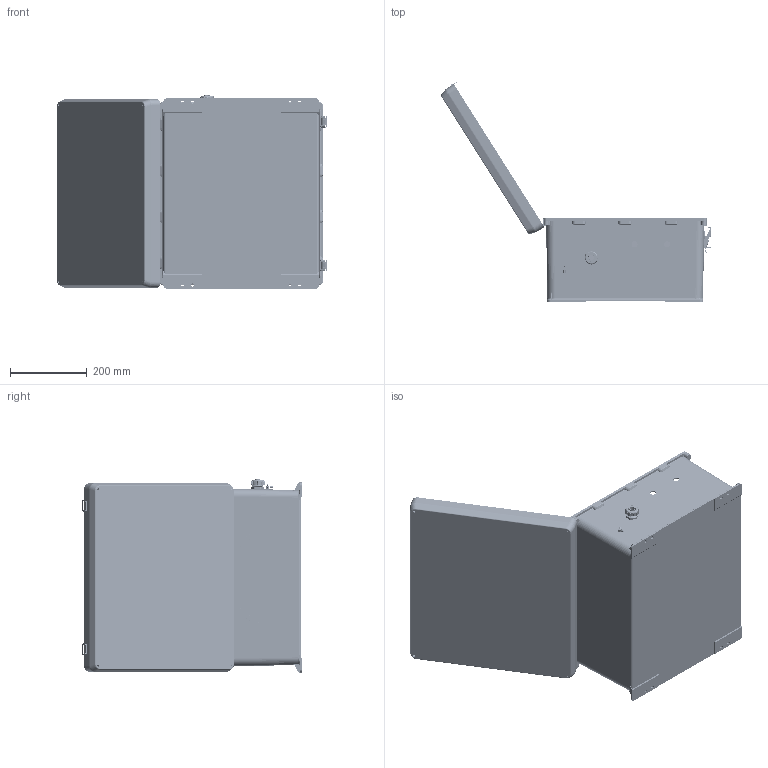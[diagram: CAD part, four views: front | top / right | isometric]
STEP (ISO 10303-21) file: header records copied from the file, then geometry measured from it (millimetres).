
FILE_DESCRIPTION (( 'STEP AP214' ), '1' );
FILE_NAME ('NB181608-1H0S.STEP', '2013-07-08T16:10:33', ( 'x' ), ( '' ), 'SwSTEP 2.0', 'SolidWorks 2012', '' );
FILE_SCHEMA (( 'AUTOMOTIVE_DESIGN' ));
Length unit declared in the file: inch
Products named in the file (26): HYP295; XFN-0021; XFW-0004; XHIC-HTR110; NEMA 18 GroundWire; XFS-0026; XFW-0002; XCT-0005; XC-0003; XFN-0003; XCT-0010; XCT-0011; XFS-0017; XF797-02; XMH-0010; XFN-0013; 10-32 NEMA PLATE SCREW; XCTB-0002-HOLD; XMH-0007; XF685-01; NB181608-DoorClasp-2; NB181608-DoorClasp-1; NB181608-Lid; NB181608-Hinge; NB181608-Box; NB181608-1H0S
Assembly tree (60 placements, depth 2):
  NB181608-1H0S
    NB181608-Box
    NB181608-Hinge  x2
    NB181608-Lid
    NB181608-DoorClasp-1  x2
    NB181608-DoorClasp-2  x2
    XF685-01
    XMH-0007  x4
    XCTB-0002-HOLD
    10-32 NEMA PLATE SCREW  x4
    XFN-0013  x2
    XMH-0010  x2
    XF797-02
    XFS-0017  x17
    XCT-0011
    XCT-0010
    XFN-0003  x2
    XC-0003
    XCT-0005
    XFW-0002
    XFS-0026
    NEMA 18 GroundWire
    XHIC-HTR110  x2
    XFW-0004  x4
    XFN-0021  x4
    HYP295
Bounding box: 703.32 x 571.16 x 502.84 mm (x, y, z)
Volume: 4137831 mm3; surface area: 2268682.2 mm2
Topology: 67 solids, 68 shells, 6534 faces, 15976 edges, 9677 vertices
Faces by surface type: plane 2173, cone 1943, cylinder 1729, torus 463, bspline 226
Entity records: 141483 total; most frequent: CARTESIAN_POINT 33926, ORIENTED_EDGE 18484, DIRECTION 18240, EDGE_CURVE 9242, AXIS2_PLACEMENT_3D 6687, VERTEX_POINT 5747, LINE 4866, VECTOR 4866
